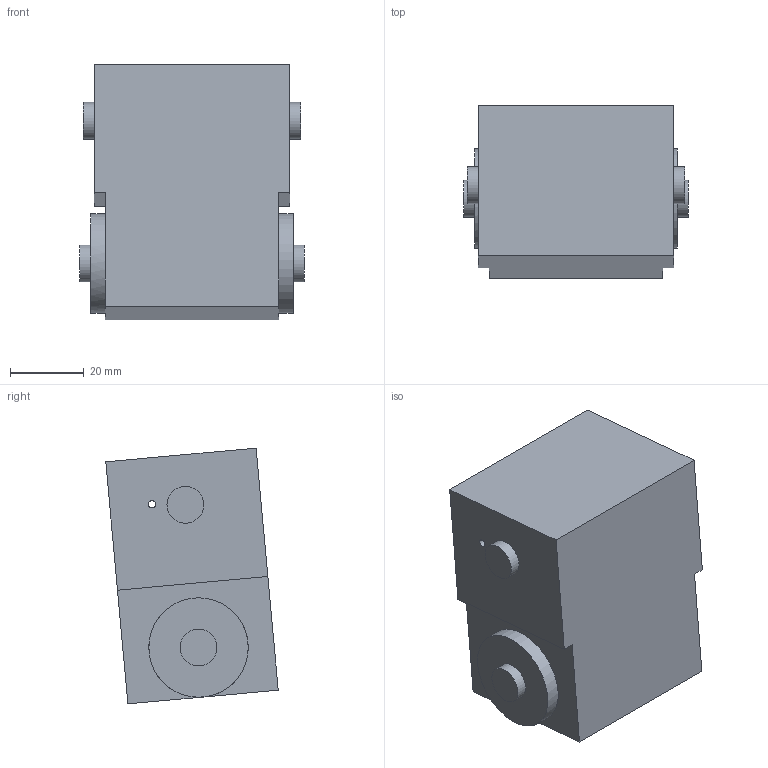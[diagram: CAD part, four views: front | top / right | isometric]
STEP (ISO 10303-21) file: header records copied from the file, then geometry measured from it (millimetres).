
FILE_DESCRIPTION(/* description */ (''),/* implementation_level */ '2;1');
FILE_NAME(/* name */ 'link50.stp',/* time_stamp */ '2019-12-11T18:08:42+00:00',/* author */ (''),/* organization */ (''),/* preprocessor_version */ 'ST-DEVELOPER v18',/* originating_system */ 'Autodesk Translation Framework v8.9.1.1155',/* authorisation */ '');
FILE_SCHEMA (('AUTOMOTIVE_DESIGN { 1 0 10303 214 3 1 1 }'));
Length unit declared in the file: centimetre
Products named in the file (1): knee(Mirror)
Bounding box: 61 x 46.83 x 69.45 mm (x, y, z)
Volume: 141148.4 mm3; surface area: 17764.3 mm2
Topology: 1 solids, 1 shells, 23 faces, 52 edges, 34 vertices
Faces by surface type: plane 16, cylinder 7
Full cylindrical faces by diameter (mm): 2 x1, 10 x4, 27 x2
Entity records: 670 total; most frequent: DIRECTION 115, CARTESIAN_POINT 107, ORIENTED_EDGE 100, EDGE_CURVE 50, AXIS2_PLACEMENT_3D 41, LINE 33, VECTOR 33, VERTEX_POINT 33
